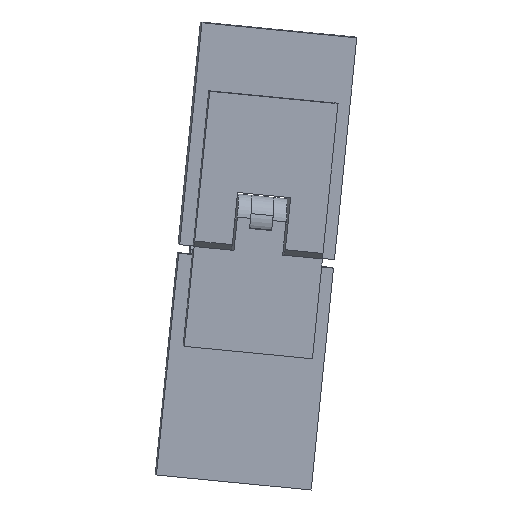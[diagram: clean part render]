
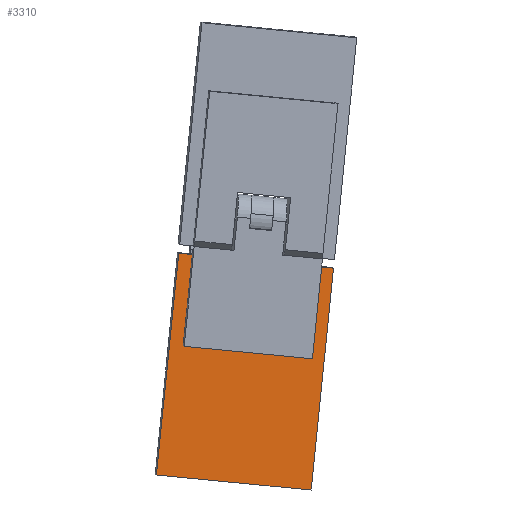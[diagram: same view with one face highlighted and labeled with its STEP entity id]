
A CAD part, left-side view. The second image highlights one B-rep face of the part: STEP entity #3310.
In plain terms, the highlighted face is planar.
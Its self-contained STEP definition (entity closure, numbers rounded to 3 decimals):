
#22 = EDGE_CURVE ( 'NONE', #11455, #5120, #1918, .T. ) ;
#91 = VECTOR ( 'NONE', #6513, 1000. ) ;
#163 = LINE ( 'NONE', #3536, #13572 ) ;
#175 = VERTEX_POINT ( 'NONE', #6750 ) ;
#201 = AXIS2_PLACEMENT_3D ( 'NONE', #1139, #12639, #13690 ) ;
#663 = DIRECTION ( 'NONE',  ( 0., 0., 1. ) ) ;
#769 = VECTOR ( 'NONE', #2785, 1000. ) ;
#1061 = EDGE_CURVE ( 'NONE', #9523, #175, #9788, .T. ) ;
#1139 = CARTESIAN_POINT ( 'NONE',  ( 31.876, -14., 6. ) ) ;
#1249 = CIRCLE ( 'NONE', #10787, 7. ) ;
#1412 = CARTESIAN_POINT ( 'NONE',  ( 31.876, -7., 6. ) ) ;
#1837 = CARTESIAN_POINT ( 'NONE',  ( 50., 0., 6. ) ) ;
#1918 = LINE ( 'NONE', #8958, #12817 ) ;
#2089 = CARTESIAN_POINT ( 'NONE',  ( 50., 35., 6. ) ) ;
#2266 = CIRCLE ( 'NONE', #12551, 7. ) ;
#2385 = LINE ( 'NONE', #5781, #5520 ) ;
#2733 = ORIENTED_EDGE ( 'NONE', *, *, #22, .F. ) ;
#2785 = DIRECTION ( 'NONE',  ( 0., -1., 0. ) ) ;
#3036 = VERTEX_POINT ( 'NONE', #4863 ) ;
#3078 = CARTESIAN_POINT ( 'NONE',  ( 38.804, 15., 6. ) ) ;
#3104 = VERTEX_POINT ( 'NONE', #6092 ) ;
#3293 = VECTOR ( 'NONE', #10346, 1000. ) ;
#3310 = ADVANCED_FACE ( 'NONE', ( #10221 ), #13732, .T. ) ;
#3452 = VERTEX_POINT ( 'NONE', #2089 ) ;
#3536 = CARTESIAN_POINT ( 'NONE',  ( 0., -15., 6. ) ) ;
#3923 = AXIS2_PLACEMENT_3D ( 'NONE', #8616, #663, #7548 ) ;
#3969 = ORIENTED_EDGE ( 'NONE', *, *, #9406, .F. ) ;
#4104 = DIRECTION ( 'NONE',  ( 0., -1., 0. ) ) ;
#4121 = CIRCLE ( 'NONE', #201, 7. ) ;
#4230 = DIRECTION ( 'NONE',  ( -1., 0., 0. ) ) ;
#4303 = CARTESIAN_POINT ( 'NONE',  ( 50., -15., 6. ) ) ;
#4321 = EDGE_CURVE ( 'NONE', #10641, #13513, #4121, .T. ) ;
#4525 = CARTESIAN_POINT ( 'NONE',  ( 38.804, -15., 6. ) ) ;
#4584 = DIRECTION ( 'NONE',  ( 1., 0., 0. ) ) ;
#4863 = CARTESIAN_POINT ( 'NONE',  ( -50., 35., 6. ) ) ;
#4934 = CARTESIAN_POINT ( 'NONE',  ( 31.876, 0., 6. ) ) ;
#4943 = EDGE_CURVE ( 'NONE', #3452, #11455, #6370, .T. ) ;
#5015 = ORIENTED_EDGE ( 'NONE', *, *, #14252, .F. ) ;
#5120 = VERTEX_POINT ( 'NONE', #3078 ) ;
#5493 = CARTESIAN_POINT ( 'NONE',  ( 31.876, 14., 6. ) ) ;
#5520 = VECTOR ( 'NONE', #12952, 1000. ) ;
#5669 = CARTESIAN_POINT ( 'NONE',  ( 31.876, -14., 6. ) ) ;
#5672 = VECTOR ( 'NONE', #4104, 1000. ) ;
#5781 = CARTESIAN_POINT ( 'NONE',  ( 0., 35., 6. ) ) ;
#5900 = ORIENTED_EDGE ( 'NONE', *, *, #11128, .F. ) ;
#6092 = CARTESIAN_POINT ( 'NONE',  ( -50., -35., 6. ) ) ;
#6370 = LINE ( 'NONE', #9810, #14135 ) ;
#6481 = LINE ( 'NONE', #14657, #5672 ) ;
#6487 = ORIENTED_EDGE ( 'NONE', *, *, #1061, .F. ) ;
#6513 = DIRECTION ( 'NONE',  ( 0., -1., 0. ) ) ;
#6736 = CARTESIAN_POINT ( 'NONE',  ( 0., -35., 6. ) ) ;
#6750 = CARTESIAN_POINT ( 'NONE',  ( 31.876, 7., 6. ) ) ;
#6939 = DIRECTION ( 'NONE',  ( 0., 0., 1. ) ) ;
#6962 = LINE ( 'NONE', #6736, #3293 ) ;
#7548 = DIRECTION ( 'NONE',  ( 1., 0., 0. ) ) ;
#7871 = ORIENTED_EDGE ( 'NONE', *, *, #10578, .F. ) ;
#8115 = ORIENTED_EDGE ( 'NONE', *, *, #4321, .F. ) ;
#8303 = CARTESIAN_POINT ( 'NONE',  ( 24.876, -14., 6. ) ) ;
#8373 = ORIENTED_EDGE ( 'NONE', *, *, #13472, .T. ) ;
#8518 = LINE ( 'NONE', #4934, #769 ) ;
#8578 = EDGE_CURVE ( 'NONE', #10729, #10641, #1249, .T. ) ;
#8616 = CARTESIAN_POINT ( 'NONE',  ( 31.876, 14., 6. ) ) ;
#8958 = CARTESIAN_POINT ( 'NONE',  ( 0., 15., 6. ) ) ;
#8959 = EDGE_CURVE ( 'NONE', #3036, #3104, #6481, .T. ) ;
#9164 = DIRECTION ( 'NONE',  ( 0., 0., 1. ) ) ;
#9205 = DIRECTION ( 'NONE',  ( 1., 0., 0. ) ) ;
#9238 = ORIENTED_EDGE ( 'NONE', *, *, #8578, .F. ) ;
#9406 = EDGE_CURVE ( 'NONE', #175, #10729, #8518, .T. ) ;
#9486 = ORIENTED_EDGE ( 'NONE', *, *, #8959, .T. ) ;
#9523 = VERTEX_POINT ( 'NONE', #12361 ) ;
#9788 = CIRCLE ( 'NONE', #3923, 7. ) ;
#9810 = CARTESIAN_POINT ( 'NONE',  ( 50., 0., 6. ) ) ;
#9906 = CARTESIAN_POINT ( 'NONE',  ( 0., 0., 6. ) ) ;
#9908 = EDGE_LOOP ( 'NONE', ( #9238, #3969, #6487, #7871, #2733, #11278, #5015, #9486, #8373, #5900, #13037, #8115 ) ) ;
#10165 = DIRECTION ( 'NONE',  ( 1., 0., 0. ) ) ;
#10221 = FACE_OUTER_BOUND ( 'NONE', #9908, .T. ) ;
#10346 = DIRECTION ( 'NONE',  ( 1., 0., 0. ) ) ;
#10455 = DIRECTION ( 'NONE',  ( 0., 0., 1. ) ) ;
#10578 = EDGE_CURVE ( 'NONE', #5120, #9523, #2266, .T. ) ;
#10641 = VERTEX_POINT ( 'NONE', #8303 ) ;
#10729 = VERTEX_POINT ( 'NONE', #1412 ) ;
#10787 = AXIS2_PLACEMENT_3D ( 'NONE', #5669, #9164, #4584 ) ;
#11112 = CARTESIAN_POINT ( 'NONE',  ( 50., -35., 6. ) ) ;
#11128 = EDGE_CURVE ( 'NONE', #11195, #13211, #12336, .T. ) ;
#11195 = VERTEX_POINT ( 'NONE', #4303 ) ;
#11278 = ORIENTED_EDGE ( 'NONE', *, *, #4943, .F. ) ;
#11455 = VERTEX_POINT ( 'NONE', #12808 ) ;
#11519 = DIRECTION ( 'NONE',  ( 1., 0., 0. ) ) ;
#12336 = LINE ( 'NONE', #1837, #91 ) ;
#12361 = CARTESIAN_POINT ( 'NONE',  ( 24.876, 14., 6. ) ) ;
#12551 = AXIS2_PLACEMENT_3D ( 'NONE', #5493, #6939, #10165 ) ;
#12639 = DIRECTION ( 'NONE',  ( 0., 0., 1. ) ) ;
#12808 = CARTESIAN_POINT ( 'NONE',  ( 50., 15., 6. ) ) ;
#12817 = VECTOR ( 'NONE', #4230, 1000. ) ;
#12952 = DIRECTION ( 'NONE',  ( 1., 0., 0. ) ) ;
#13037 = ORIENTED_EDGE ( 'NONE', *, *, #14270, .F. ) ;
#13211 = VERTEX_POINT ( 'NONE', #11112 ) ;
#13256 = DIRECTION ( 'NONE',  ( 0., -1., 0. ) ) ;
#13472 = EDGE_CURVE ( 'NONE', #3104, #13211, #6962, .T. ) ;
#13513 = VERTEX_POINT ( 'NONE', #4525 ) ;
#13572 = VECTOR ( 'NONE', #11519, 1000. ) ;
#13604 = AXIS2_PLACEMENT_3D ( 'NONE', #9906, #10455, #9205 ) ;
#13690 = DIRECTION ( 'NONE',  ( 1., 0., 0. ) ) ;
#13732 = PLANE ( 'NONE',  #13604 ) ;
#14135 = VECTOR ( 'NONE', #13256, 1000. ) ;
#14252 = EDGE_CURVE ( 'NONE', #3036, #3452, #2385, .T. ) ;
#14270 = EDGE_CURVE ( 'NONE', #13513, #11195, #163, .T. ) ;
#14657 = CARTESIAN_POINT ( 'NONE',  ( -50., 0., 6. ) ) ;
